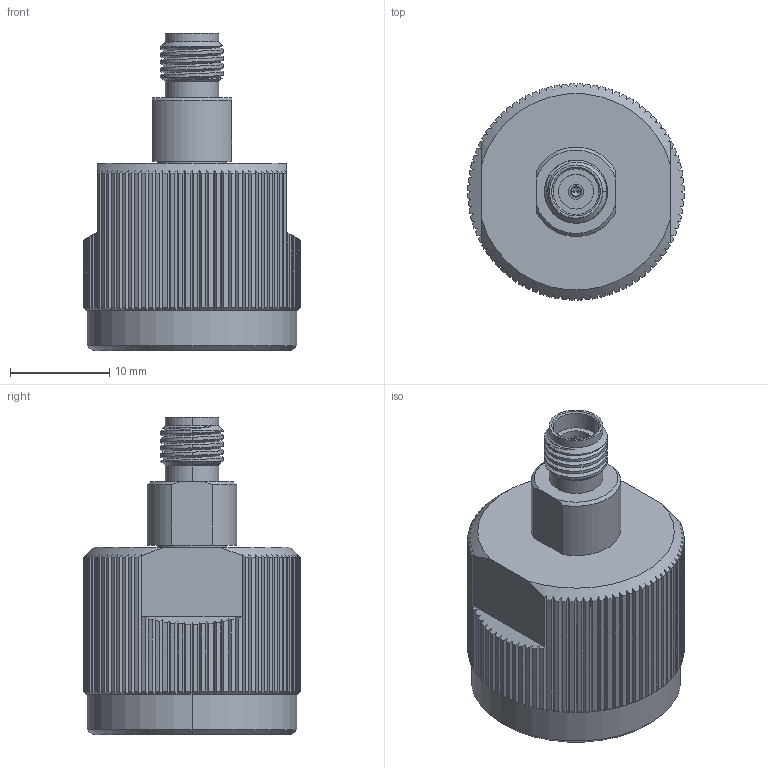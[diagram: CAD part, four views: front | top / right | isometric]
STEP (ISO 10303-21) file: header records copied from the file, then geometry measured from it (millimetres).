
FILE_DESCRIPTION (( 'STEP AP214' ), '1' );
FILE_NAME ('CT-2FN3F-LN1.STEP', '2025-01-24T21:13:27', ( '' ), ( '' ), 'SwSTEP 2.0', 'SolidWorks 2021', '' );
FILE_SCHEMA (( 'AUTOMOTIVE_DESIGN' ));
Length unit declared in the file: inch
Products named in the file (1): CT-2FN3F-LN1
Bounding box: 21.8 x 21.8 x 31.98 mm (x, y, z)
Volume: 6083 mm3; surface area: 3495.2 mm2
Topology: 1 solids, 1 shells, 480 faces, 1205 edges, 736 vertices
Faces by surface type: plane 219, cylinder 139, cone 118, bspline 4
Entity records: 22961 total; most frequent: CARTESIAN_POINT 5897, ORIENTED_EDGE 2402, DIRECTION 2100, EDGE_CURVE 1201, AXIS2_PLACEMENT_3D 825, VERTEX_POINT 736, EDGE_LOOP 493, LENGTH_MEASURE_WITH_UNIT 482
